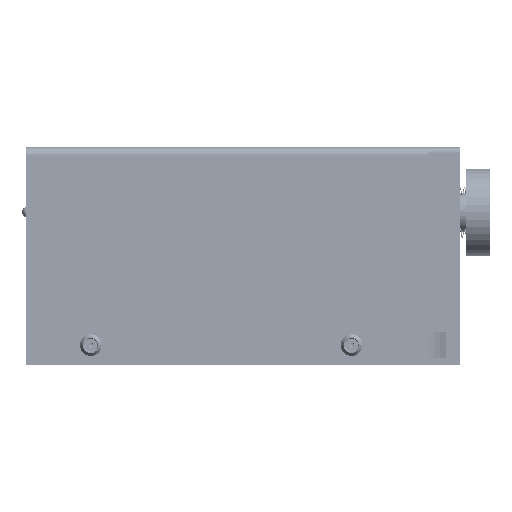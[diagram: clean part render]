
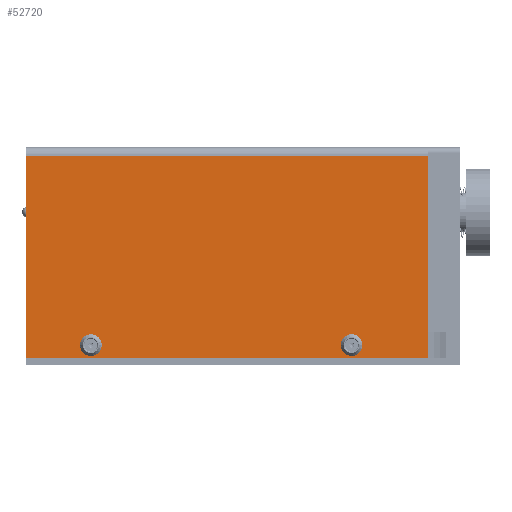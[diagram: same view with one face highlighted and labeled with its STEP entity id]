
A CAD part, front view. The second image highlights one B-rep face of the part: STEP entity #52720.
In plain terms, the highlighted face is planar.
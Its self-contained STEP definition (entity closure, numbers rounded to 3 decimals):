
#49761=DIRECTION('',(0.,-1.,0.));
#49762=VECTOR('',#49761,93.25);
#49763=CARTESIAN_POINT('',(-82.5,93.25,-92.5));
#49764=LINE('',#49763,#49762);
#50569=DIRECTION('',(0.,0.,-1.));
#50570=VECTOR('',#50569,185.);
#50571=CARTESIAN_POINT('',(-82.5,93.25,92.5));
#50572=LINE('',#50571,#50570);
#50573=DIRECTION('',(0.,-1.,0.));
#50574=VECTOR('',#50573,93.25);
#50575=CARTESIAN_POINT('',(-82.5,93.25,92.5));
#50576=LINE('',#50575,#50574);
#50577=CARTESIAN_POINT('',(-82.5,6.,-62.5));
#50578=DIRECTION('',(-1.,0.,0.));
#50579=DIRECTION('',(0.,-1.,0.));
#50580=AXIS2_PLACEMENT_3D('',#50577,#50578,#50579);
#50582=CARTESIAN_POINT('',(-82.5,6.,-62.5));
#50583=DIRECTION('',(-1.,0.,0.));
#50584=DIRECTION('',(0.,1.,0.));
#50585=AXIS2_PLACEMENT_3D('',#50582,#50583,#50584);
#50587=CARTESIAN_POINT('',(-82.5,6.,57.5));
#50588=DIRECTION('',(-1.,0.,0.));
#50589=DIRECTION('',(0.,-1.,0.));
#50590=AXIS2_PLACEMENT_3D('',#50587,#50588,#50589);
#50592=CARTESIAN_POINT('',(-82.5,6.,57.5));
#50593=DIRECTION('',(-1.,0.,0.));
#50594=DIRECTION('',(0.,1.,0.));
#50595=AXIS2_PLACEMENT_3D('',#50592,#50593,#50594);
#50597=DIRECTION('',(0.,0.,-1.));
#50598=VECTOR('',#50597,185.);
#50599=CARTESIAN_POINT('',(-82.5,0.,92.5));
#50600=LINE('',#50599,#50598);
#51935=CARTESIAN_POINT('',(-82.5,93.25,92.5));
#51936=CARTESIAN_POINT('',(-82.5,93.25,-92.5));
#51937=VERTEX_POINT('',#51935);
#51938=VERTEX_POINT('',#51936);
#51943=CARTESIAN_POINT('',(-82.5,0.,92.5));
#51944=CARTESIAN_POINT('',(-82.5,0.,-92.5));
#51945=VERTEX_POINT('',#51943);
#51946=VERTEX_POINT('',#51944);
#51959=CARTESIAN_POINT('',(-82.5,4.25,-62.5));
#51960=CARTESIAN_POINT('',(-82.5,7.75,-62.5));
#51961=VERTEX_POINT('',#51959);
#51962=VERTEX_POINT('',#51960);
#51972=CARTESIAN_POINT('',(-82.5,4.25,57.5));
#51974=VERTEX_POINT('',#51972);
#51980=CARTESIAN_POINT('',(-82.5,7.75,57.5));
#51982=VERTEX_POINT('',#51980);
#52696=CARTESIAN_POINT('',(-82.5,93.25,92.5));
#52697=DIRECTION('',(-1.,0.,0.));
#52698=DIRECTION('',(0.,0.,-1.));
#52699=AXIS2_PLACEMENT_3D('',#52696,#52697,#52698);
#52700=PLANE('',#52699);
#52701=ORIENTED_EDGE('',*,*,#52690,.F.);
#52702=ORIENTED_EDGE('',*,*,#52362,.T.);
#52704=ORIENTED_EDGE('',*,*,#52703,.T.);
#52705=ORIENTED_EDGE('',*,*,#52413,.F.);
#52706=EDGE_LOOP('',(#52701,#52702,#52704,#52705));
#52707=FACE_OUTER_BOUND('',#52706,.F.);
#52709=ORIENTED_EDGE('',*,*,#52708,.T.);
#52711=ORIENTED_EDGE('',*,*,#52710,.T.);
#52712=EDGE_LOOP('',(#52709,#52711));
#52713=FACE_BOUND('',#52712,.F.);
#52715=ORIENTED_EDGE('',*,*,#52714,.T.);
#52717=ORIENTED_EDGE('',*,*,#52716,.T.);
#52718=EDGE_LOOP('',(#52715,#52717));
#52719=FACE_BOUND('',#52718,.F.);
#52720=ADVANCED_FACE('',(#52707,#52713,#52719),#52700,.T.);
#50581=CIRCLE('',#50580,1.75);
#50586=CIRCLE('',#50585,1.75);
#50591=CIRCLE('',#50590,1.75);
#50596=CIRCLE('',#50595,1.75);
#52362=EDGE_CURVE('',#51937,#51945,#50576,.T.);
#52413=EDGE_CURVE('',#51938,#51946,#49764,.T.);
#52690=EDGE_CURVE('',#51937,#51938,#50572,.T.);
#52703=EDGE_CURVE('',#51945,#51946,#50600,.T.);
#52708=EDGE_CURVE('',#51961,#51962,#50581,.T.);
#52710=EDGE_CURVE('',#51962,#51961,#50586,.T.);
#52714=EDGE_CURVE('',#51974,#51982,#50591,.T.);
#52716=EDGE_CURVE('',#51982,#51974,#50596,.T.);
